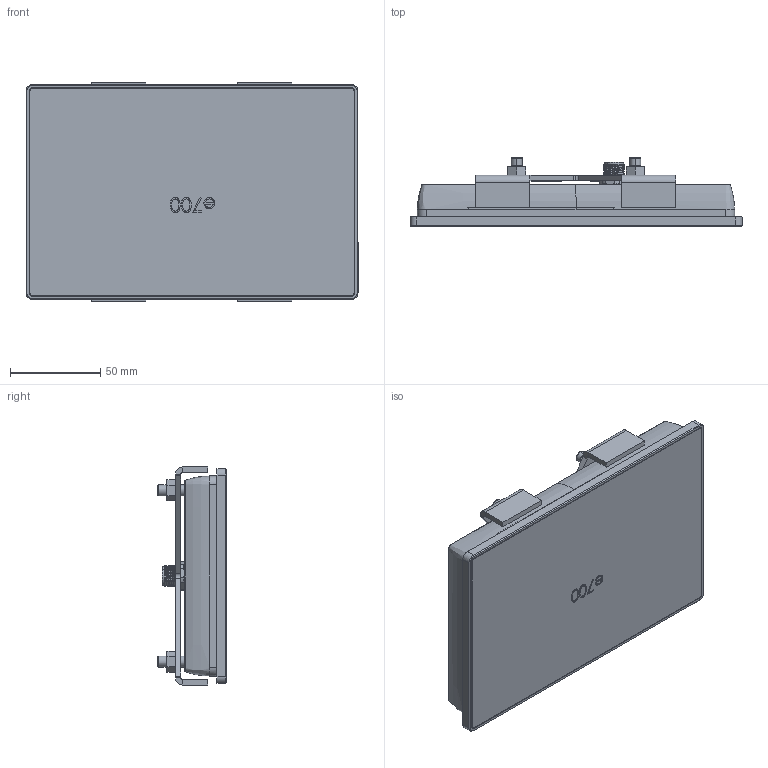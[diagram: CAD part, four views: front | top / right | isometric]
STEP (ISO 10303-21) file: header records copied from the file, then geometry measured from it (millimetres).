
FILE_DESCRIPTION (( 'STEP AP214' ), '1' );
FILE_NAME ('e700_mockup.STEP', '2019-03-21T09:44:46', ( '' ), ( '' ), 'SwSTEP 2.0', 'SolidWorks 2015', '' );
FILE_SCHEMA (( 'AUTOMOTIVE_DESIGN' ));
Length unit declared in the file: millimetre
Products named in the file (2): e700_mockup
Bounding box: 184.2 x 38.3 x 121 mm (x, y, z)
Volume: 185380.8 mm3; surface area: 128953.9 mm2
Topology: 4 solids, 4 shells, 849 faces, 2244 edges, 1446 vertices
Faces by surface type: cylinder 374, plane 295, bspline 104, torus 30, cone 26, sphere 20
Entity records: 63508 total; most frequent: CARTESIAN_POINT 35925, ORIENTED_EDGE 4408, DIRECTION 4022, EDGE_CURVE 2204, AXIS2_PLACEMENT_3D 1470, VERTEX_POINT 1426, VECTOR 1082, LINE 1082
